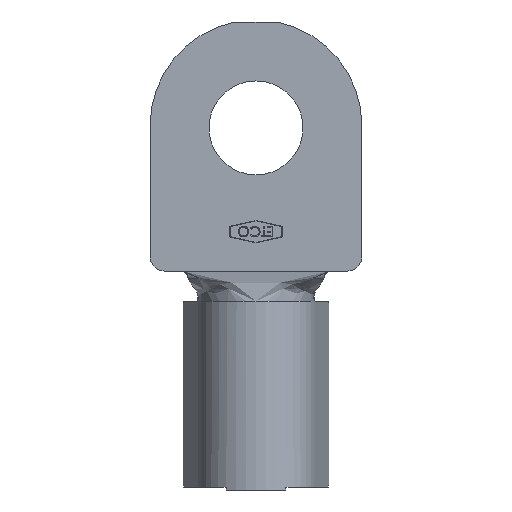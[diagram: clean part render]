
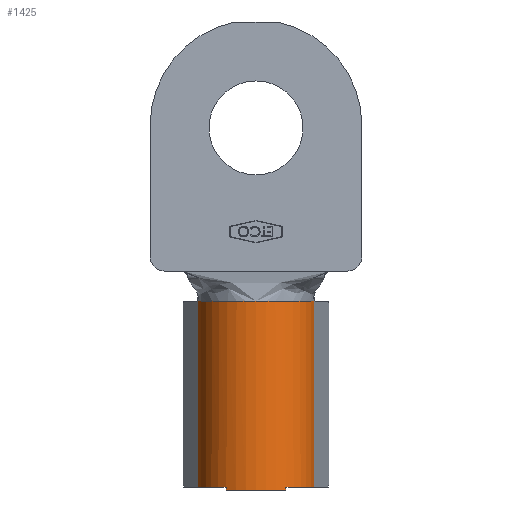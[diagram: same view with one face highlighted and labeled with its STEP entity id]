
A CAD part, front view. The second image highlights one B-rep face of the part: STEP entity #1425.
In plain terms, the highlighted cylindrical face has radius 5.283 mm (diameter 10.566 mm), a partial arc.
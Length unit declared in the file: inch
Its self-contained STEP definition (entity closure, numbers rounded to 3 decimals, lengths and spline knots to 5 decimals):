
#37 = CIRCLE ( 'NONE', #5958, 0.208 ) ;
#352 = EDGE_CURVE ( 'NONE', #1176, #6752, #397, .T. ) ;
#397 = CIRCLE ( 'NONE', #1624, 0.208 ) ;
#401 = ORIENTED_EDGE ( 'NONE', *, *, #6617, .F. ) ;
#438 = DIRECTION ( 'NONE',  ( 0., 0., 1. ) ) ;
#470 = CIRCLE ( 'NONE', #859, 0.208 ) ;
#526 = DIRECTION ( 'NONE',  ( 0., 0., -1. ) ) ;
#596 = DIRECTION ( 'NONE',  ( 1., 0., 0. ) ) ;
#617 = DIRECTION ( 'NONE',  ( 0., 0., 1. ) ) ;
#646 = CARTESIAN_POINT ( 'NONE',  ( 0., 0., 0.65 ) ) ;
#797 = CARTESIAN_POINT ( 'NONE',  ( -0.104, -0.18013, -0.01 ) ) ;
#800 = CARTESIAN_POINT ( 'NONE',  ( -0.104, -0.18013, -0.01 ) ) ;
#859 = AXIS2_PLACEMENT_3D ( 'NONE', #4699, #4668, #4619 ) ;
#1067 = ORIENTED_EDGE ( 'NONE', *, *, #5797, .T. ) ;
#1176 = VERTEX_POINT ( 'NONE', #4655 ) ;
#1294 = EDGE_CURVE ( 'NONE', #2659, #5995, #1742, .T. ) ;
#1347 = EDGE_LOOP ( 'NONE', ( #1067, #2508, #3025, #5546, #5319, #401, #5985, #2627 ) ) ;
#1356 = LINE ( 'NONE', #5487, #6763 ) ;
#1425 = ADVANCED_FACE ( 'NONE', ( #5083 ), #4905, .T. ) ;
#1543 = CARTESIAN_POINT ( 'NONE',  ( 0., 0., 0. ) ) ;
#1590 = VECTOR ( 'NONE', #526, 39.37008 ) ;
#1624 = AXIS2_PLACEMENT_3D ( 'NONE', #646, #617, #596 ) ;
#1729 = CARTESIAN_POINT ( 'NONE',  ( 0., 0., 0.65 ) ) ;
#1742 = LINE ( 'NONE', #797, #5888 ) ;
#1743 = VERTEX_POINT ( 'NONE', #2887 ) ;
#1764 = DIRECTION ( 'NONE',  ( -1., 0., 0. ) ) ;
#1778 = AXIS2_PLACEMENT_3D ( 'NONE', #1543, #6789, #6769 ) ;
#1785 = DIRECTION ( 'NONE',  ( 0., 0., -1. ) ) ;
#1802 = EDGE_CURVE ( 'NONE', #6413, #2659, #37, .T. ) ;
#2508 = ORIENTED_EDGE ( 'NONE', *, *, #1294, .F. ) ;
#2627 = ORIENTED_EDGE ( 'NONE', *, *, #4744, .T. ) ;
#2659 = VERTEX_POINT ( 'NONE', #800 ) ;
#2881 = CARTESIAN_POINT ( 'NONE',  ( 0.20208, -0.04927, 0. ) ) ;
#2887 = CARTESIAN_POINT ( 'NONE',  ( -0.20208, -0.04927, 0. ) ) ;
#2950 = LINE ( 'NONE', #3703, #1590 ) ;
#3025 = ORIENTED_EDGE ( 'NONE', *, *, #1802, .F. ) ;
#3288 = EDGE_CURVE ( 'NONE', #6413, #5669, #1356, .T. ) ;
#3703 = CARTESIAN_POINT ( 'NONE',  ( -0.20208, -0.04927, 0.65 ) ) ;
#4088 = LINE ( 'NONE', #5116, #5309 ) ;
#4210 = DIRECTION ( 'NONE',  ( -1., 0., 0. ) ) ;
#4223 = DIRECTION ( 'NONE',  ( 0., 0., -1. ) ) ;
#4249 = CARTESIAN_POINT ( 'NONE',  ( 0.20208, -0.04927, 0.65 ) ) ;
#4334 = CIRCLE ( 'NONE', #1778, 0.208 ) ;
#4594 = VERTEX_POINT ( 'NONE', #2881 ) ;
#4619 = DIRECTION ( 'NONE',  ( 1., 0., 0. ) ) ;
#4655 = CARTESIAN_POINT ( 'NONE',  ( -0.20208, -0.04927, 0.65 ) ) ;
#4668 = DIRECTION ( 'NONE',  ( 0., 0., 1. ) ) ;
#4696 = CARTESIAN_POINT ( 'NONE',  ( 0., 0., -0.01 ) ) ;
#4699 = CARTESIAN_POINT ( 'NONE',  ( 0., 0., 0. ) ) ;
#4744 = EDGE_CURVE ( 'NONE', #1176, #1743, #2950, .T. ) ;
#4905 = CYLINDRICAL_SURFACE ( 'NONE', #6292, 0.208 ) ;
#4969 = CARTESIAN_POINT ( 'NONE',  ( 0.104, -0.18013, 0. ) ) ;
#5083 = FACE_OUTER_BOUND ( 'NONE', #1347, .T. ) ;
#5116 = CARTESIAN_POINT ( 'NONE',  ( 0.20208, -0.04927, 0.65 ) ) ;
#5130 = DIRECTION ( 'NONE',  ( 0., 0., -1. ) ) ;
#5235 = EDGE_CURVE ( 'NONE', #5669, #4594, #470, .T. ) ;
#5309 = VECTOR ( 'NONE', #5130, 39.37008 ) ;
#5319 = ORIENTED_EDGE ( 'NONE', *, *, #5235, .T. ) ;
#5487 = CARTESIAN_POINT ( 'NONE',  ( 0.104, -0.18013, -0.01 ) ) ;
#5546 = ORIENTED_EDGE ( 'NONE', *, *, #3288, .T. ) ;
#5669 = VERTEX_POINT ( 'NONE', #4969 ) ;
#5680 = DIRECTION ( 'NONE',  ( 0., 0., 1. ) ) ;
#5797 = EDGE_CURVE ( 'NONE', #1743, #5995, #4334, .T. ) ;
#5888 = VECTOR ( 'NONE', #438, 39.37008 ) ;
#5958 = AXIS2_PLACEMENT_3D ( 'NONE', #4696, #4223, #4210 ) ;
#5985 = ORIENTED_EDGE ( 'NONE', *, *, #352, .F. ) ;
#5995 = VERTEX_POINT ( 'NONE', #6085 ) ;
#6085 = CARTESIAN_POINT ( 'NONE',  ( -0.104, -0.18013, 0. ) ) ;
#6108 = CARTESIAN_POINT ( 'NONE',  ( 0.104, -0.18013, -0.01 ) ) ;
#6292 = AXIS2_PLACEMENT_3D ( 'NONE', #1729, #1785, #1764 ) ;
#6413 = VERTEX_POINT ( 'NONE', #6108 ) ;
#6617 = EDGE_CURVE ( 'NONE', #6752, #4594, #4088, .T. ) ;
#6752 = VERTEX_POINT ( 'NONE', #4249 ) ;
#6763 = VECTOR ( 'NONE', #5680, 39.37008 ) ;
#6769 = DIRECTION ( 'NONE',  ( 1., 0., 0. ) ) ;
#6789 = DIRECTION ( 'NONE',  ( 0., 0., 1. ) ) ;
